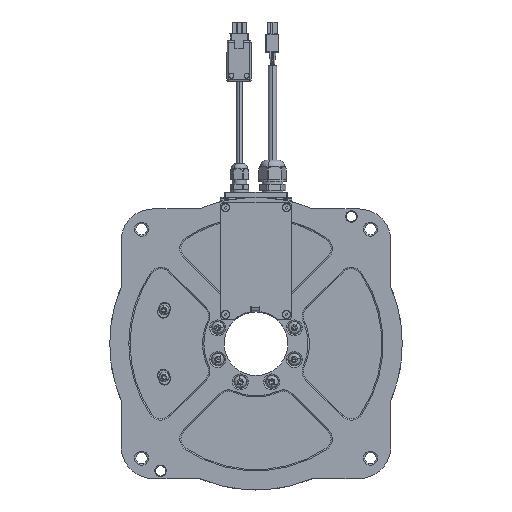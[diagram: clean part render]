
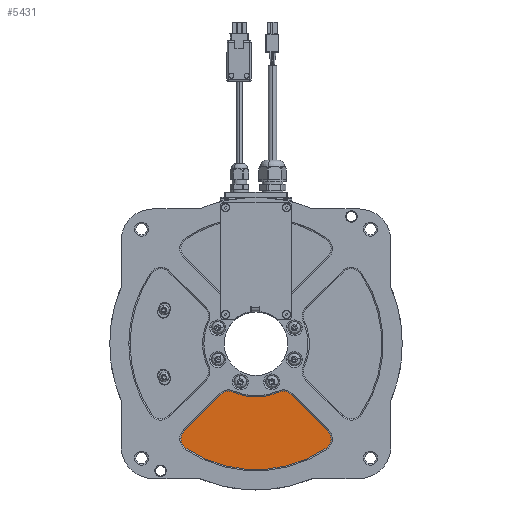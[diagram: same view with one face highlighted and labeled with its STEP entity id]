
A CAD part, front view. The second image highlights one B-rep face of the part: STEP entity #5431.
In plain terms, the highlighted planar face has unit normal (0, -1, 0).
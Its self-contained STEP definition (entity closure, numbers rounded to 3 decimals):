
#63 = EDGE_CURVE ( 'NONE', #9271, #47930, #18859, .T. ) ;
#506 = CIRCLE ( 'NONE', #50749, 9. ) ;
#755 = DIRECTION ( 'NONE',  ( 0., -1., 0. ) ) ;
#4187 = VECTOR ( 'NONE', #44962, 1000. ) ;
#4270 = DIRECTION ( 'NONE',  ( 0., -1., 0. ) ) ;
#5106 = EDGE_CURVE ( 'NONE', #21543, #43587, #25736, .T. ) ;
#5235 = CIRCLE ( 'NONE', #34375, 9. ) ;
#5431 = ADVANCED_FACE ( 'NONE', ( #45803 ), #14861, .T. ) ;
#6144 = EDGE_CURVE ( 'NONE', #39406, #9271, #41220, .T. ) ;
#7997 = CARTESIAN_POINT ( 'NONE',  ( 56.415, 1., -68.435 ) ) ;
#8890 = CARTESIAN_POINT ( 'NONE',  ( 21.499, 1., -46.247 ) ) ;
#9271 = VERTEX_POINT ( 'NONE', #55459 ) ;
#9817 = CIRCLE ( 'NONE', #49725, 42. ) ;
#10791 = ORIENTED_EDGE ( 'NONE', *, *, #57030, .T. ) ;
#10849 = DIRECTION ( 'NONE',  ( -0.707, 0., -0.707 ) ) ;
#11070 = CARTESIAN_POINT ( 'NONE',  ( -56.415, 1., -68.435 ) ) ;
#11301 = ORIENTED_EDGE ( 'NONE', *, *, #56894, .T. ) ;
#13654 = DIRECTION ( 'NONE',  ( -1., 0., 0. ) ) ;
#14861 = PLANE ( 'NONE',  #23216 ) ;
#15610 = CARTESIAN_POINT ( 'NONE',  ( -50.051, 1., -74.799 ) ) ;
#16330 = ORIENTED_EDGE ( 'NONE', *, *, #47758, .T. ) ;
#16821 = LINE ( 'NONE', #49550, #4187 ) ;
#17493 = CIRCLE ( 'NONE', #56463, 99. ) ;
#17993 = AXIS2_PLACEMENT_3D ( 'NONE', #8890, #42179, #13654 ) ;
#18859 = LINE ( 'NONE', #58344, #39730 ) ;
#20008 = DIRECTION ( 'NONE',  ( 0., -1., 0. ) ) ;
#20417 = DIRECTION ( 'NONE',  ( -1., 0., 0. ) ) ;
#21543 = VERTEX_POINT ( 'NONE', #32341 ) ;
#22727 = CARTESIAN_POINT ( 'NONE',  ( 0., 1., 0. ) ) ;
#23216 = AXIS2_PLACEMENT_3D ( 'NONE', #29252, #755, #34011 ) ;
#23928 = EDGE_CURVE ( 'NONE', #30649, #28175, #5235, .T. ) ;
#24754 = DIRECTION ( 'NONE',  ( 0., -1., 0. ) ) ;
#25736 = CIRCLE ( 'NONE', #17993, 9. ) ;
#26696 = CARTESIAN_POINT ( 'NONE',  ( -17.705, 1., -38.086 ) ) ;
#27279 = EDGE_CURVE ( 'NONE', #28175, #28473, #17493, .T. ) ;
#27503 = DIRECTION ( 'NONE',  ( 0., -1., 0. ) ) ;
#27548 = DIRECTION ( 'NONE',  ( -1., 0., 0. ) ) ;
#28175 = VERTEX_POINT ( 'NONE', #56971 ) ;
#28473 = VERTEX_POINT ( 'NONE', #59046 ) ;
#28814 = ORIENTED_EDGE ( 'NONE', *, *, #23928, .T. ) ;
#29252 = CARTESIAN_POINT ( 'NONE',  ( 0., 1., 0. ) ) ;
#29317 = ORIENTED_EDGE ( 'NONE', *, *, #36486, .T. ) ;
#30649 = VERTEX_POINT ( 'NONE', #46466 ) ;
#32341 = CARTESIAN_POINT ( 'NONE',  ( 27.863, 1., -39.883 ) ) ;
#32768 = CARTESIAN_POINT ( 'NONE',  ( 50.051, 1., -74.799 ) ) ;
#34011 = DIRECTION ( 'NONE',  ( -1., 0., 0. ) ) ;
#34375 = AXIS2_PLACEMENT_3D ( 'NONE', #15610, #48973, #20417 ) ;
#36486 = EDGE_CURVE ( 'NONE', #28473, #50840, #46527, .T. ) ;
#37547 = DIRECTION ( 'NONE',  ( -1., 0., 0. ) ) ;
#38765 = ORIENTED_EDGE ( 'NONE', *, *, #63, .T. ) ;
#39406 = VERTEX_POINT ( 'NONE', #26696 ) ;
#39730 = VECTOR ( 'NONE', #10849, 1000. ) ;
#40000 = AXIS2_PLACEMENT_3D ( 'NONE', #56023, #27503, #60776 ) ;
#41220 = CIRCLE ( 'NONE', #40000, 9. ) ;
#42179 = DIRECTION ( 'NONE',  ( 0., -1., 0. ) ) ;
#43587 = VERTEX_POINT ( 'NONE', #51164 ) ;
#44962 = DIRECTION ( 'NONE',  ( -0.707, 0., 0.707 ) ) ;
#45803 = FACE_OUTER_BOUND ( 'NONE', #48144, .T. ) ;
#46466 = CARTESIAN_POINT ( 'NONE',  ( -59.051, 1., -74.799 ) ) ;
#46527 = CIRCLE ( 'NONE', #54475, 9. ) ;
#47758 = EDGE_CURVE ( 'NONE', #43587, #39406, #9817, .T. ) ;
#47930 = VERTEX_POINT ( 'NONE', #11070 ) ;
#48144 = EDGE_LOOP ( 'NONE', ( #59395, #29317, #10791, #56857, #16330, #54402, #38765, #11301, #28814 ) ) ;
#48596 = CARTESIAN_POINT ( 'NONE',  ( 0., 1., 0. ) ) ;
#48973 = DIRECTION ( 'NONE',  ( 0., -1., 0. ) ) ;
#49550 = CARTESIAN_POINT ( 'NONE',  ( 27.863, 1., -39.883 ) ) ;
#49725 = AXIS2_PLACEMENT_3D ( 'NONE', #22727, #56065, #27548 ) ;
#50749 = AXIS2_PLACEMENT_3D ( 'NONE', #53269, #24754, #58080 ) ;
#50840 = VERTEX_POINT ( 'NONE', #7997 ) ;
#51164 = CARTESIAN_POINT ( 'NONE',  ( 17.705, 1., -38.086 ) ) ;
#53269 = CARTESIAN_POINT ( 'NONE',  ( -50.051, 1., -74.799 ) ) ;
#53341 = DIRECTION ( 'NONE',  ( -1., 0., 0. ) ) ;
#54402 = ORIENTED_EDGE ( 'NONE', *, *, #6144, .T. ) ;
#54475 = AXIS2_PLACEMENT_3D ( 'NONE', #32768, #4270, #37547 ) ;
#55459 = CARTESIAN_POINT ( 'NONE',  ( -27.863, 1., -39.883 ) ) ;
#56023 = CARTESIAN_POINT ( 'NONE',  ( -21.499, 1., -46.247 ) ) ;
#56065 = DIRECTION ( 'NONE',  ( 0., 1., 0. ) ) ;
#56463 = AXIS2_PLACEMENT_3D ( 'NONE', #48596, #20008, #53341 ) ;
#56857 = ORIENTED_EDGE ( 'NONE', *, *, #5106, .T. ) ;
#56894 = EDGE_CURVE ( 'NONE', #47930, #30649, #506, .T. ) ;
#56971 = CARTESIAN_POINT ( 'NONE',  ( -55.056, 1., -82.279 ) ) ;
#57030 = EDGE_CURVE ( 'NONE', #50840, #21543, #16821, .T. ) ;
#58080 = DIRECTION ( 'NONE',  ( -1., 0., 0. ) ) ;
#58344 = CARTESIAN_POINT ( 'NONE',  ( -56.415, 1., -68.435 ) ) ;
#59046 = CARTESIAN_POINT ( 'NONE',  ( 55.056, 1., -82.279 ) ) ;
#59395 = ORIENTED_EDGE ( 'NONE', *, *, #27279, .T. ) ;
#60776 = DIRECTION ( 'NONE',  ( -1., 0., 0. ) ) ;
